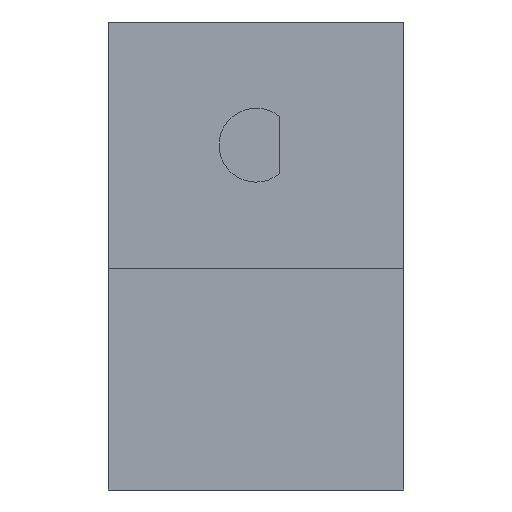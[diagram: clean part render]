
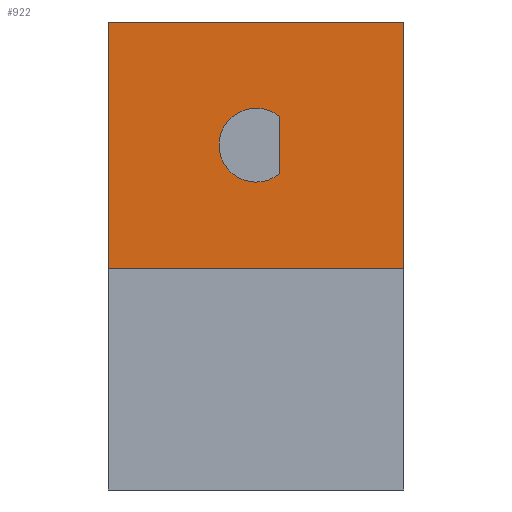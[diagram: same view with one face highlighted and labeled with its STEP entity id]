
A CAD part, front view. The second image highlights one B-rep face of the part: STEP entity #922.
In plain terms, the highlighted planar face has unit normal (0, -1, 0).
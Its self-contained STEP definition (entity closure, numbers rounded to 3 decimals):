
#737 = VERTEX_POINT('',#738);
#738 = CARTESIAN_POINT('',(-6.,-9.,5.));
#744 = EDGE_CURVE('',#737,#745,#747,.T.);
#745 = VERTEX_POINT('',#746);
#746 = CARTESIAN_POINT('',(6.,-9.,5.));
#747 = LINE('',#748,#749);
#748 = CARTESIAN_POINT('',(-6.,-9.,5.));
#749 = VECTOR('',#750,1.);
#750 = DIRECTION('',(1.,0.,0.));
#877 = VERTEX_POINT('',#878);
#878 = CARTESIAN_POINT('',(-6.,-9.,-5.));
#884 = EDGE_CURVE('',#877,#737,#885,.T.);
#885 = LINE('',#886,#887);
#886 = CARTESIAN_POINT('',(-6.,-9.,-5.));
#887 = VECTOR('',#888,1.);
#888 = DIRECTION('',(0.,0.,1.));
#902 = EDGE_CURVE('',#745,#903,#905,.T.);
#903 = VERTEX_POINT('',#904);
#904 = CARTESIAN_POINT('',(6.,-9.,-5.));
#905 = LINE('',#906,#907);
#906 = CARTESIAN_POINT('',(6.,-9.,5.));
#907 = VECTOR('',#908,1.);
#908 = DIRECTION('',(0.,0.,-1.));
#922 = ADVANCED_FACE('',(#923,#934),#953,.F.);
#923 = FACE_BOUND('',#924,.F.);
#924 = EDGE_LOOP('',(#925,#926,#927,#928));
#925 = ORIENTED_EDGE('',*,*,#884,.T.);
#926 = ORIENTED_EDGE('',*,*,#744,.T.);
#927 = ORIENTED_EDGE('',*,*,#902,.T.);
#928 = ORIENTED_EDGE('',*,*,#929,.T.);
#929 = EDGE_CURVE('',#903,#877,#930,.T.);
#930 = LINE('',#931,#932);
#931 = CARTESIAN_POINT('',(6.,-9.,-5.));
#932 = VECTOR('',#933,1.);
#933 = DIRECTION('',(-1.,0.,0.));
#934 = FACE_BOUND('',#935,.F.);
#935 = EDGE_LOOP('',(#936,#946));
#936 = ORIENTED_EDGE('',*,*,#937,.F.);
#937 = EDGE_CURVE('',#938,#940,#942,.T.);
#938 = VERTEX_POINT('',#939);
#939 = CARTESIAN_POINT('',(0.95,-9.,1.161));
#940 = VERTEX_POINT('',#941);
#941 = CARTESIAN_POINT('',(0.95,-9.,-1.161));
#942 = LINE('',#943,#944);
#943 = CARTESIAN_POINT('',(0.95,-9.,1.161));
#944 = VECTOR('',#945,1.);
#945 = DIRECTION('',(0.,0.,-1.));
#946 = ORIENTED_EDGE('',*,*,#947,.T.);
#947 = EDGE_CURVE('',#938,#940,#948,.T.);
#948 = CIRCLE('',#949,1.5);
#949 = AXIS2_PLACEMENT_3D('',#950,#951,#952);
#950 = CARTESIAN_POINT('',(0.,-9.,0.));
#951 = DIRECTION('',(0.,-1.,0.));
#952 = DIRECTION('',(1.,0.,0.));
#953 = PLANE('',#954);
#954 = AXIS2_PLACEMENT_3D('',#955,#956,#957);
#955 = CARTESIAN_POINT('',(0.,-9.,0.));
#956 = DIRECTION('',(0.,1.,0.));
#957 = DIRECTION('',(0.,0.,1.));
